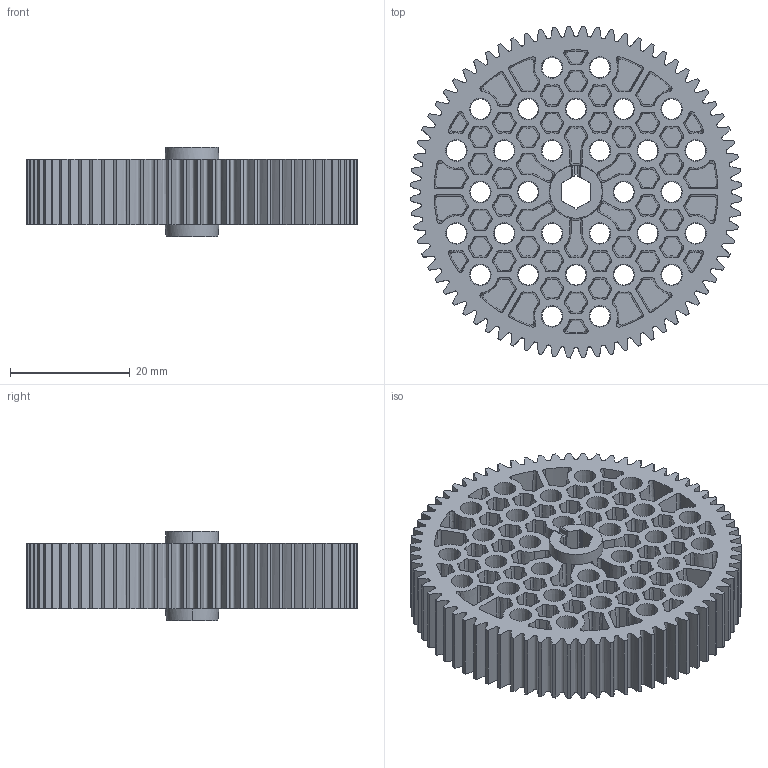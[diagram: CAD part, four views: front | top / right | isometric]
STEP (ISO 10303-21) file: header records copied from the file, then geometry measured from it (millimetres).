
FILE_DESCRIPTION (( 'STEP AP203' ), '1' );
FILE_NAME ('REV-41-1336_Default.step', '2016-09-04T21:42:56', ( '' ), ( '' ), 'SwSTEP 2.0', 'SolidWorks 2015', '' );
FILE_SCHEMA (( 'CONFIG_CONTROL_DESIGN' ));
Length unit declared in the file: metre
Products named in the file (1): REV-41-1336_Default
Bounding box: 55.47 x 55.47 x 15 mm (x, y, z)
Volume: 15718.5 mm3; surface area: 16993.3 mm2
Topology: 1 solids, 1 shells, 1590 faces, 4434 edges, 2936 vertices
Faces by surface type: bspline 648, cone 442, plane 406, cylinder 94
Entity records: 80941 total; most frequent: CARTESIAN_POINT 45731, ORIENTED_EDGE 8868, DIRECTION 4884, EDGE_CURVE 4434, VERTEX_POINT 2936, B_SPLINE_CURVE_WITH_KNOTS 2450, AXIS2_PLACEMENT_3D 1967, EDGE_LOOP 1742
